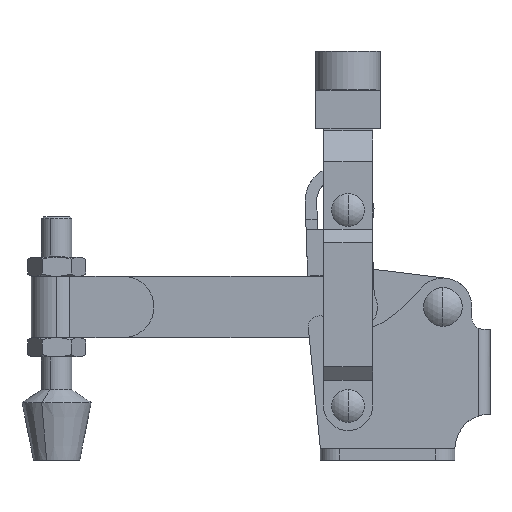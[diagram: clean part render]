
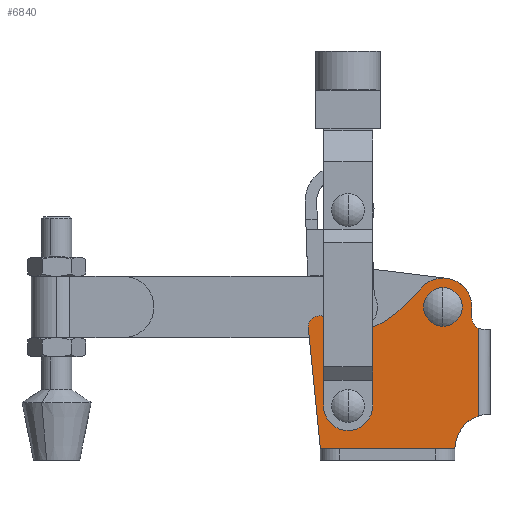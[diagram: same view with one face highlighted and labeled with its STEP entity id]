
A CAD part, top view. The second image highlights one B-rep face of the part: STEP entity #6840.
In plain terms, the highlighted planar face has unit normal (0, 0, 1).
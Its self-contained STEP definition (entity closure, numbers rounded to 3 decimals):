
#34 = VERTEX_POINT ( 'NONE', #9219 ) ;
#36 = CARTESIAN_POINT ( 'NONE',  ( -12.2, 39.8, 6. ) ) ;
#41 = CIRCLE ( 'NONE', #6806, 7.5 ) ;
#117 = ORIENTED_EDGE ( 'NONE', *, *, #3698, .F. ) ;
#122 = EDGE_CURVE ( 'NONE', #8601, #8029, #4950, .T. ) ;
#194 = CARTESIAN_POINT ( 'NONE',  ( -3., 11.52, 6. ) ) ;
#209 = EDGE_CURVE ( 'NONE', #9287, #2267, #1591, .T. ) ;
#212 = DIRECTION ( 'NONE',  ( 0., 0., 1. ) ) ;
#238 = CARTESIAN_POINT ( 'NONE',  ( -0.1, 3., 6. ) ) ;
#255 = EDGE_CURVE ( 'NONE', #4735, #34, #867, .T. ) ;
#365 = DIRECTION ( 'NONE',  ( 0., 0., -1. ) ) ;
#429 = DIRECTION ( 'NONE',  ( 1., 0., 0. ) ) ;
#482 = ORIENTED_EDGE ( 'NONE', *, *, #255, .T. ) ;
#499 = AXIS2_PLACEMENT_3D ( 'NONE', #3258, #8832, #4058 ) ;
#548 = DIRECTION ( 'NONE',  ( 1., 0., 0. ) ) ;
#603 = LINE ( 'NONE', #6435, #8823 ) ;
#648 = ORIENTED_EDGE ( 'NONE', *, *, #4422, .T. ) ;
#744 = DIRECTION ( 'NONE',  ( 1., 0., 0. ) ) ;
#777 = CIRCLE ( 'NONE', #2767, 9. ) ;
#867 = CIRCLE ( 'NONE', #1957, 7.5 ) ;
#888 = VECTOR ( 'NONE', #1950, 1000. ) ;
#1039 = DIRECTION ( 'NONE',  ( 1., 0., 0. ) ) ;
#1163 = VECTOR ( 'NONE', #8400, 1000. ) ;
#1176 = EDGE_CURVE ( 'NONE', #4980, #3633, #1355, .T. ) ;
#1220 = DIRECTION ( 'NONE',  ( 0., 0., -1. ) ) ;
#1251 = AXIS2_PLACEMENT_3D ( 'NONE', #10081, #5333, #548 ) ;
#1343 = CARTESIAN_POINT ( 'NONE',  ( -4.7, 39.8, 6. ) ) ;
#1355 = CIRCLE ( 'NONE', #3079, 2. ) ;
#1421 = CARTESIAN_POINT ( 'NONE',  ( -9.1, 3., 6. ) ) ;
#1591 = LINE ( 'NONE', #10065, #3464 ) ;
#1650 = ORIENTED_EDGE ( 'NONE', *, *, #1746, .T. ) ;
#1746 = EDGE_CURVE ( 'NONE', #4277, #9287, #7717, .T. ) ;
#1917 = ORIENTED_EDGE ( 'NONE', *, *, #10114, .T. ) ;
#1950 = DIRECTION ( 'NONE',  ( 0., 1., 0. ) ) ;
#1957 = AXIS2_PLACEMENT_3D ( 'NONE', #36, #10281, #7307 ) ;
#1963 = ORIENTED_EDGE ( 'NONE', *, *, #3694, .T. ) ;
#2044 = CARTESIAN_POINT ( 'NONE',  ( -4.7, 37., 6. ) ) ;
#2136 = CARTESIAN_POINT ( 'NONE',  ( -33.564, 33.365, 6. ) ) ;
#2267 = VERTEX_POINT ( 'NONE', #10159 ) ;
#2379 = DIRECTION ( 'NONE',  ( 0., 0., 1. ) ) ;
#2426 = CARTESIAN_POINT ( 'NONE',  ( -12.2, 44.8, 6. ) ) ;
#2487 = CARTESIAN_POINT ( 'NONE',  ( -47.125, 34.201, 6. ) ) ;
#2725 = DIRECTION ( 'NONE',  ( 0., -1., 0. ) ) ;
#2748 = VECTOR ( 'NONE', #2725, 1000. ) ;
#2767 = AXIS2_PLACEMENT_3D ( 'NONE', #238, #5822, #1039 ) ;
#2794 = ORIENTED_EDGE ( 'NONE', *, *, #122, .F. ) ;
#2817 = CARTESIAN_POINT ( 'NONE',  ( -44., 3., 6. ) ) ;
#2902 = VERTEX_POINT ( 'NONE', #194 ) ;
#2913 = CIRCLE ( 'NONE', #4096, 2. ) ;
#3079 = AXIS2_PLACEMENT_3D ( 'NONE', #8051, #212, #8110 ) ;
#3098 = VERTEX_POINT ( 'NONE', #2044 ) ;
#3178 = FACE_BOUND ( 'NONE', #7704, .T. ) ;
#3258 = CARTESIAN_POINT ( 'NONE',  ( -12.2, 39.8, 6. ) ) ;
#3307 = VERTEX_POINT ( 'NONE', #10055 ) ;
#3398 = CARTESIAN_POINT ( 'NONE',  ( -38.8, 14.1, 6. ) ) ;
#3464 = VECTOR ( 'NONE', #6704, 1000. ) ;
#3633 = VERTEX_POINT ( 'NONE', #3398 ) ;
#3694 = EDGE_CURVE ( 'NONE', #3098, #4735, #7024, .T. ) ;
#3698 = EDGE_CURVE ( 'NONE', #3307, #2902, #9123, .T. ) ;
#3709 = EDGE_CURVE ( 'NONE', #3307, #3098, #4865, .T. ) ;
#4056 = AXIS2_PLACEMENT_3D ( 'NONE', #8097, #8064, #9004 ) ;
#4058 = DIRECTION ( 'NONE',  ( 1., 0., 0. ) ) ;
#4096 = AXIS2_PLACEMENT_3D ( 'NONE', #4449, #10015, #5259 ) ;
#4277 = VERTEX_POINT ( 'NONE', #9242 ) ;
#4353 = CARTESIAN_POINT ( 'NONE',  ( -41.696, 36.239, 6. ) ) ;
#4378 = AXIS2_PLACEMENT_3D ( 'NONE', #4714, #5521, #744 ) ;
#4422 = EDGE_CURVE ( 'NONE', #34, #6018, #603, .T. ) ;
#4449 = CARTESIAN_POINT ( 'NONE',  ( -36.8, 14.1, 6. ) ) ;
#4480 = EDGE_LOOP ( 'NONE', ( #6608, #2794 ) ) ;
#4492 = DIRECTION ( 'NONE',  ( 1., 0., 0. ) ) ;
#4651 = ORIENTED_EDGE ( 'NONE', *, *, #3709, .T. ) ;
#4656 = CIRCLE ( 'NONE', #4708, 25. ) ;
#4708 = AXIS2_PLACEMENT_3D ( 'NONE', #9963, #5214, #429 ) ;
#4714 = CARTESIAN_POINT ( 'NONE',  ( -12.2, 39.8, 6. ) ) ;
#4733 = VERTEX_POINT ( 'NONE', #2136 ) ;
#4735 = VERTEX_POINT ( 'NONE', #1343 ) ;
#4807 = CARTESIAN_POINT ( 'NONE',  ( -12.2, 34.8, 6. ) ) ;
#4865 = CIRCLE ( 'NONE', #7245, 3. ) ;
#4950 = CIRCLE ( 'NONE', #7146, 5. ) ;
#4980 = VERTEX_POINT ( 'NONE', #6679 ) ;
#5048 = CIRCLE ( 'NONE', #1251, 3. ) ;
#5061 = VERTEX_POINT ( 'NONE', #4353 ) ;
#5142 = CARTESIAN_POINT ( 'NONE',  ( -1.7, 37., 6. ) ) ;
#5214 = DIRECTION ( 'NONE',  ( 0., 0., -1. ) ) ;
#5259 = DIRECTION ( 'NONE',  ( 1., 0., 0. ) ) ;
#5309 = FACE_OUTER_BOUND ( 'NONE', #8066, .T. ) ;
#5333 = DIRECTION ( 'NONE',  ( 0., 0., 1. ) ) ;
#5443 = CIRCLE ( 'NONE', #499, 5. ) ;
#5521 = DIRECTION ( 'NONE',  ( 0., 0., 1. ) ) ;
#5548 = ORIENTED_EDGE ( 'NONE', *, *, #1176, .F. ) ;
#5608 = ORIENTED_EDGE ( 'NONE', *, *, #209, .T. ) ;
#5822 = DIRECTION ( 'NONE',  ( 0., 0., -1. ) ) ;
#5879 = CARTESIAN_POINT ( 'NONE',  ( -3., 47.3, 6. ) ) ;
#5953 = DIRECTION ( 'NONE',  ( 1., 0., 0. ) ) ;
#5989 = CARTESIAN_POINT ( 'NONE',  ( -35.585, 40.587, 6. ) ) ;
#6018 = VERTEX_POINT ( 'NONE', #8207 ) ;
#6113 = EDGE_CURVE ( 'NONE', #3633, #4980, #2913, .T. ) ;
#6435 = CARTESIAN_POINT ( 'NONE',  ( -17.62, 44.984, 6. ) ) ;
#6437 = EDGE_CURVE ( 'NONE', #8029, #8601, #5443, .T. ) ;
#6505 = ORIENTED_EDGE ( 'NONE', *, *, #7689, .T. ) ;
#6608 = ORIENTED_EDGE ( 'NONE', *, *, #6437, .F. ) ;
#6679 = CARTESIAN_POINT ( 'NONE',  ( -34.8, 14.1, 6. ) ) ;
#6704 = DIRECTION ( 'NONE',  ( 0.1, -0.995, 0. ) ) ;
#6733 = CARTESIAN_POINT ( 'NONE',  ( -4.7, 39.8, 6. ) ) ;
#6806 = AXIS2_PLACEMENT_3D ( 'NONE', #5989, #1220, #6811 ) ;
#6811 = DIRECTION ( 'NONE',  ( 1., 0., 0. ) ) ;
#6840 = ADVANCED_FACE ( 'NONE', ( #7446, #5309, #3178 ), #9495, .T. ) ;
#6995 = ORIENTED_EDGE ( 'NONE', *, *, #6113, .F. ) ;
#7024 = LINE ( 'NONE', #6733, #888 ) ;
#7132 = EDGE_CURVE ( 'NONE', #6018, #4733, #4656, .T. ) ;
#7146 = AXIS2_PLACEMENT_3D ( 'NONE', #9991, #2379, #4492 ) ;
#7158 = ORIENTED_EDGE ( 'NONE', *, *, #9615, .T. ) ;
#7245 = AXIS2_PLACEMENT_3D ( 'NONE', #5142, #365, #5953 ) ;
#7281 = VERTEX_POINT ( 'NONE', #1421 ) ;
#7307 = DIRECTION ( 'NONE',  ( 1., 0., 0. ) ) ;
#7446 = FACE_BOUND ( 'NONE', #4480, .T. ) ;
#7689 = EDGE_CURVE ( 'NONE', #2267, #7281, #8879, .T. ) ;
#7704 = EDGE_LOOP ( 'NONE', ( #5548, #6995 ) ) ;
#7717 = CIRCLE ( 'NONE', #4056, 3. ) ;
#8029 = VERTEX_POINT ( 'NONE', #2426 ) ;
#8051 = CARTESIAN_POINT ( 'NONE',  ( -36.8, 14.1, 6. ) ) ;
#8064 = DIRECTION ( 'NONE',  ( 0., 0., 1. ) ) ;
#8066 = EDGE_LOOP ( 'NONE', ( #117, #4651, #1963, #482, #648, #8861, #8442, #7158, #1650, #5608, #6505, #1917 ) ) ;
#8097 = CARTESIAN_POINT ( 'NONE',  ( -44.14, 34.5, 6. ) ) ;
#8110 = DIRECTION ( 'NONE',  ( 1., 0., 0. ) ) ;
#8207 = CARTESIAN_POINT ( 'NONE',  ( -22.232, 40.161, 6. ) ) ;
#8400 = DIRECTION ( 'NONE',  ( 1., 0., 0. ) ) ;
#8442 = ORIENTED_EDGE ( 'NONE', *, *, #9504, .T. ) ;
#8601 = VERTEX_POINT ( 'NONE', #4807 ) ;
#8823 = VECTOR ( 'NONE', #10099, 1000. ) ;
#8832 = DIRECTION ( 'NONE',  ( 0., 0., 1. ) ) ;
#8861 = ORIENTED_EDGE ( 'NONE', *, *, #7132, .T. ) ;
#8879 = LINE ( 'NONE', #2817, #1163 ) ;
#9004 = DIRECTION ( 'NONE',  ( 1., 0., 0. ) ) ;
#9123 = LINE ( 'NONE', #5879, #2748 ) ;
#9219 = CARTESIAN_POINT ( 'NONE',  ( -17.62, 44.984, 6. ) ) ;
#9242 = CARTESIAN_POINT ( 'NONE',  ( -47.14, 34.5, 6. ) ) ;
#9287 = VERTEX_POINT ( 'NONE', #2487 ) ;
#9495 = PLANE ( 'NONE',  #4378 ) ;
#9504 = EDGE_CURVE ( 'NONE', #4733, #5061, #41, .T. ) ;
#9615 = EDGE_CURVE ( 'NONE', #5061, #4277, #5048, .T. ) ;
#9963 = CARTESIAN_POINT ( 'NONE',  ( -40.3, 57.44, 6. ) ) ;
#9991 = CARTESIAN_POINT ( 'NONE',  ( -12.2, 39.8, 6. ) ) ;
#10015 = DIRECTION ( 'NONE',  ( 0., 0., 1. ) ) ;
#10055 = CARTESIAN_POINT ( 'NONE',  ( -3., 34.296, 6. ) ) ;
#10065 = CARTESIAN_POINT ( 'NONE',  ( -44., 3., 6. ) ) ;
#10081 = CARTESIAN_POINT ( 'NONE',  ( -44.14, 34.5, 6. ) ) ;
#10099 = DIRECTION ( 'NONE',  ( -0.691, -0.723, 0. ) ) ;
#10114 = EDGE_CURVE ( 'NONE', #7281, #2902, #777, .T. ) ;
#10159 = CARTESIAN_POINT ( 'NONE',  ( -44., 3., 6. ) ) ;
#10281 = DIRECTION ( 'NONE',  ( 0., 0., 1. ) ) ;
